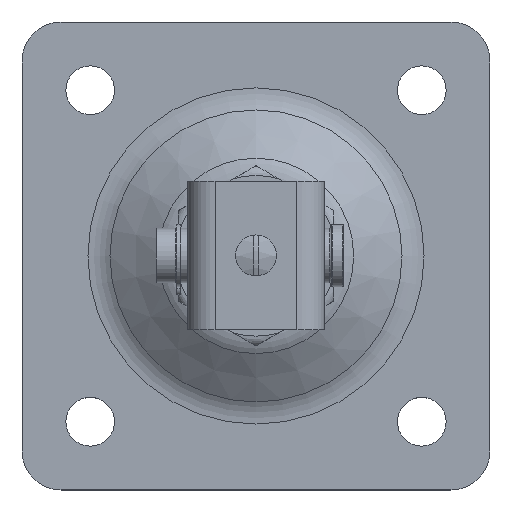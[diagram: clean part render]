
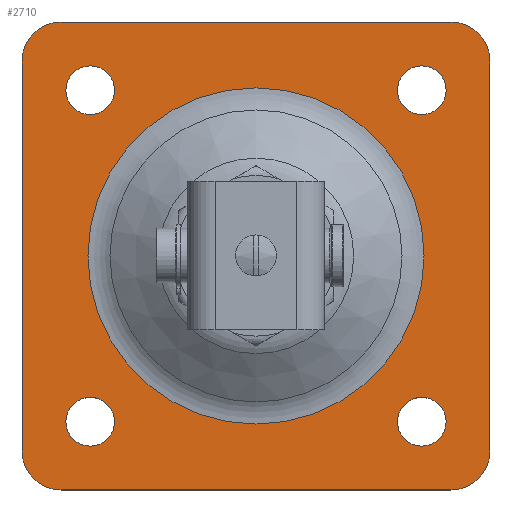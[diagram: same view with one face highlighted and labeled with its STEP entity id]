
A CAD part, top view. The second image highlights one B-rep face of the part: STEP entity #2710.
In plain terms, the highlighted planar face has unit normal (0, 0, 1).
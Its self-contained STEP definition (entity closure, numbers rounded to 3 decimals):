
#291=FACE_BOUND('',#802,.T.);
#292=FACE_BOUND('',#803,.T.);
#293=FACE_BOUND('',#804,.T.);
#294=FACE_BOUND('',#805,.T.);
#295=FACE_BOUND('',#806,.T.);
#319=PLANE('',#3051);
#365=LINE('',#4138,#497);
#366=LINE('',#4142,#498);
#367=LINE('',#4146,#499);
#368=LINE('',#4149,#500);
#497=VECTOR('',#3405,10.);
#498=VECTOR('',#3408,10.);
#499=VECTOR('',#3411,10.);
#500=VECTOR('',#3414,10.);
#639=FACE_OUTER_BOUND('',#801,.T.);
#801=EDGE_LOOP('',(#1888,#1889,#1890,#1891,#1892,#1893,#1894,#1895));
#802=EDGE_LOOP('',(#1896,#1897));
#803=EDGE_LOOP('',(#1898,#1899));
#804=EDGE_LOOP('',(#1900,#1901));
#805=EDGE_LOOP('',(#1902,#1903));
#806=EDGE_LOOP('',(#1904,#1905));
#1000=CIRCLE('',#3043,43.099);
#1001=CIRCLE('',#3044,43.099);
#1007=CIRCLE('',#3052,10.);
#1008=CIRCLE('',#3053,10.);
#1009=CIRCLE('',#3054,10.);
#1010=CIRCLE('',#3055,10.);
#1011=CIRCLE('',#3056,6.25);
#1012=CIRCLE('',#3057,6.25);
#1013=CIRCLE('',#3058,6.25);
#1014=CIRCLE('',#3059,6.25);
#1015=CIRCLE('',#3060,6.25);
#1016=CIRCLE('',#3061,6.25);
#1017=CIRCLE('',#3062,6.25);
#1018=CIRCLE('',#3063,6.25);
#1153=VERTEX_POINT('',#4117);
#1154=VERTEX_POINT('',#4119);
#1159=VERTEX_POINT('',#4134);
#1160=VERTEX_POINT('',#4135);
#1161=VERTEX_POINT('',#4137);
#1162=VERTEX_POINT('',#4139);
#1163=VERTEX_POINT('',#4141);
#1164=VERTEX_POINT('',#4143);
#1165=VERTEX_POINT('',#4145);
#1166=VERTEX_POINT('',#4147);
#1167=VERTEX_POINT('',#4150);
#1168=VERTEX_POINT('',#4151);
#1169=VERTEX_POINT('',#4154);
#1170=VERTEX_POINT('',#4155);
#1171=VERTEX_POINT('',#4158);
#1172=VERTEX_POINT('',#4159);
#1173=VERTEX_POINT('',#4162);
#1174=VERTEX_POINT('',#4163);
#1438=EDGE_CURVE('',#1153,#1154,#1000,.T.);
#1439=EDGE_CURVE('',#1154,#1153,#1001,.T.);
#1446=EDGE_CURVE('',#1159,#1160,#1007,.T.);
#1447=EDGE_CURVE('',#1159,#1161,#365,.T.);
#1448=EDGE_CURVE('',#1162,#1161,#1008,.T.);
#1449=EDGE_CURVE('',#1162,#1163,#366,.T.);
#1450=EDGE_CURVE('',#1164,#1163,#1009,.T.);
#1451=EDGE_CURVE('',#1164,#1165,#367,.T.);
#1452=EDGE_CURVE('',#1166,#1165,#1010,.T.);
#1453=EDGE_CURVE('',#1166,#1160,#368,.T.);
#1454=EDGE_CURVE('',#1167,#1168,#1011,.T.);
#1455=EDGE_CURVE('',#1168,#1167,#1012,.T.);
#1456=EDGE_CURVE('',#1169,#1170,#1013,.T.);
#1457=EDGE_CURVE('',#1170,#1169,#1014,.T.);
#1458=EDGE_CURVE('',#1171,#1172,#1015,.T.);
#1459=EDGE_CURVE('',#1172,#1171,#1016,.T.);
#1460=EDGE_CURVE('',#1173,#1174,#1017,.T.);
#1461=EDGE_CURVE('',#1174,#1173,#1018,.T.);
#1888=ORIENTED_EDGE('',*,*,#1446,.F.);
#1889=ORIENTED_EDGE('',*,*,#1447,.T.);
#1890=ORIENTED_EDGE('',*,*,#1448,.F.);
#1891=ORIENTED_EDGE('',*,*,#1449,.T.);
#1892=ORIENTED_EDGE('',*,*,#1450,.F.);
#1893=ORIENTED_EDGE('',*,*,#1451,.T.);
#1894=ORIENTED_EDGE('',*,*,#1452,.F.);
#1895=ORIENTED_EDGE('',*,*,#1453,.T.);
#1896=ORIENTED_EDGE('',*,*,#1454,.T.);
#1897=ORIENTED_EDGE('',*,*,#1455,.T.);
#1898=ORIENTED_EDGE('',*,*,#1456,.T.);
#1899=ORIENTED_EDGE('',*,*,#1457,.T.);
#1900=ORIENTED_EDGE('',*,*,#1458,.T.);
#1901=ORIENTED_EDGE('',*,*,#1459,.T.);
#1902=ORIENTED_EDGE('',*,*,#1460,.T.);
#1903=ORIENTED_EDGE('',*,*,#1461,.T.);
#1904=ORIENTED_EDGE('',*,*,#1439,.F.);
#1905=ORIENTED_EDGE('',*,*,#1438,.F.);
#2710=ADVANCED_FACE('',(#639,#291,#292,#293,#294,#295),#319,.T.);
#3043=AXIS2_PLACEMENT_3D('',#4120,#3384,#3385);
#3044=AXIS2_PLACEMENT_3D('',#4121,#3386,#3387);
#3051=AXIS2_PLACEMENT_3D('',#4133,#3401,#3402);
#3052=AXIS2_PLACEMENT_3D('',#4136,#3403,#3404);
#3053=AXIS2_PLACEMENT_3D('',#4140,#3406,#3407);
#3054=AXIS2_PLACEMENT_3D('',#4144,#3409,#3410);
#3055=AXIS2_PLACEMENT_3D('',#4148,#3412,#3413);
#3056=AXIS2_PLACEMENT_3D('',#4152,#3415,#3416);
#3057=AXIS2_PLACEMENT_3D('',#4153,#3417,#3418);
#3058=AXIS2_PLACEMENT_3D('',#4156,#3419,#3420);
#3059=AXIS2_PLACEMENT_3D('',#4157,#3421,#3422);
#3060=AXIS2_PLACEMENT_3D('',#4160,#3423,#3424);
#3061=AXIS2_PLACEMENT_3D('',#4161,#3425,#3426);
#3062=AXIS2_PLACEMENT_3D('',#4164,#3427,#3428);
#3063=AXIS2_PLACEMENT_3D('',#4165,#3429,#3430);
#3384=DIRECTION('center_axis',(0.,0.,1.));
#3385=DIRECTION('ref_axis',(0.,-1.,0.));
#3386=DIRECTION('center_axis',(0.,0.,1.));
#3387=DIRECTION('ref_axis',(0.,-1.,0.));
#3401=DIRECTION('center_axis',(0.,0.,1.));
#3402=DIRECTION('ref_axis',(1.,0.,0.));
#3403=DIRECTION('center_axis',(0.,0.,-1.));
#3404=DIRECTION('ref_axis',(-0.707,-0.707,0.));
#3405=DIRECTION('',(1.,0.,0.));
#3406=DIRECTION('center_axis',(0.,0.,-1.));
#3407=DIRECTION('ref_axis',(0.707,-0.707,0.));
#3408=DIRECTION('',(0.,1.,0.));
#3409=DIRECTION('center_axis',(0.,0.,-1.));
#3410=DIRECTION('ref_axis',(0.707,0.707,0.));
#3411=DIRECTION('',(-1.,0.,0.));
#3412=DIRECTION('center_axis',(0.,0.,-1.));
#3413=DIRECTION('ref_axis',(-0.707,0.707,0.));
#3414=DIRECTION('',(0.,-1.,0.));
#3415=DIRECTION('center_axis',(0.,0.,-1.));
#3416=DIRECTION('ref_axis',(1.,0.,0.));
#3417=DIRECTION('center_axis',(0.,0.,-1.));
#3418=DIRECTION('ref_axis',(1.,0.,0.));
#3419=DIRECTION('center_axis',(0.,0.,-1.));
#3420=DIRECTION('ref_axis',(1.,0.,0.));
#3421=DIRECTION('center_axis',(0.,0.,-1.));
#3422=DIRECTION('ref_axis',(1.,0.,0.));
#3423=DIRECTION('center_axis',(0.,0.,-1.));
#3424=DIRECTION('ref_axis',(1.,0.,0.));
#3425=DIRECTION('center_axis',(0.,0.,-1.));
#3426=DIRECTION('ref_axis',(1.,0.,0.));
#3427=DIRECTION('center_axis',(0.,0.,-1.));
#3428=DIRECTION('ref_axis',(1.,0.,0.));
#3429=DIRECTION('center_axis',(0.,0.,-1.));
#3430=DIRECTION('ref_axis',(1.,0.,0.));
#4117=CARTESIAN_POINT('',(43.099,0.,5.));
#4119=CARTESIAN_POINT('',(0.,43.099,5.));
#4120=CARTESIAN_POINT('Origin',(0.,0.,5.));
#4121=CARTESIAN_POINT('Origin',(0.,0.,5.));
#4133=CARTESIAN_POINT('Origin',(0.,62.427,5.));
#4134=CARTESIAN_POINT('',(-50.,-60.,5.));
#4135=CARTESIAN_POINT('',(-60.,-50.,5.));
#4136=CARTESIAN_POINT('Origin',(-50.,-50.,5.));
#4137=CARTESIAN_POINT('',(50.,-60.,5.));
#4138=CARTESIAN_POINT('',(30.,-60.,5.));
#4139=CARTESIAN_POINT('',(60.,-50.,5.));
#4140=CARTESIAN_POINT('Origin',(50.,-50.,5.));
#4141=CARTESIAN_POINT('',(60.,50.,5.));
#4142=CARTESIAN_POINT('',(60.,61.213,5.));
#4143=CARTESIAN_POINT('',(50.,60.,5.));
#4144=CARTESIAN_POINT('Origin',(50.,50.,5.));
#4145=CARTESIAN_POINT('',(-50.,60.,5.));
#4146=CARTESIAN_POINT('',(-30.,60.,5.));
#4147=CARTESIAN_POINT('',(-60.,50.,5.));
#4148=CARTESIAN_POINT('Origin',(-50.,50.,5.));
#4149=CARTESIAN_POINT('',(-60.,1.213,5.));
#4150=CARTESIAN_POINT('',(-36.25,42.5,5.));
#4151=CARTESIAN_POINT('',(-48.75,42.5,5.));
#4152=CARTESIAN_POINT('Origin',(-42.5,42.5,5.));
#4153=CARTESIAN_POINT('Origin',(-42.5,42.5,5.));
#4154=CARTESIAN_POINT('',(48.75,-42.5,5.));
#4155=CARTESIAN_POINT('',(36.25,-42.5,5.));
#4156=CARTESIAN_POINT('Origin',(42.5,-42.5,5.));
#4157=CARTESIAN_POINT('Origin',(42.5,-42.5,5.));
#4158=CARTESIAN_POINT('',(-36.25,-42.5,5.));
#4159=CARTESIAN_POINT('',(-48.75,-42.5,5.));
#4160=CARTESIAN_POINT('Origin',(-42.5,-42.5,5.));
#4161=CARTESIAN_POINT('Origin',(-42.5,-42.5,5.));
#4162=CARTESIAN_POINT('',(48.75,42.5,5.));
#4163=CARTESIAN_POINT('',(36.25,42.5,5.));
#4164=CARTESIAN_POINT('Origin',(42.5,42.5,5.));
#4165=CARTESIAN_POINT('Origin',(42.5,42.5,5.));
